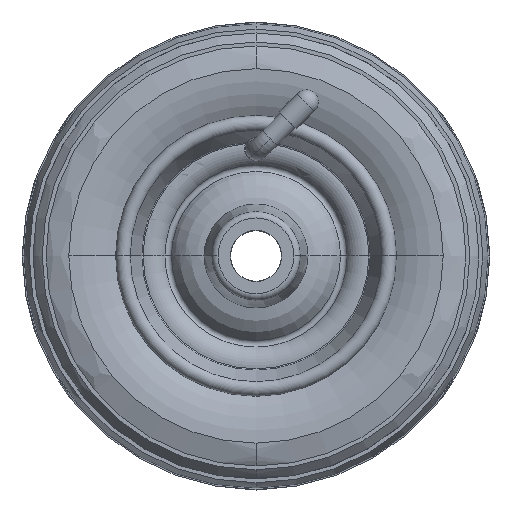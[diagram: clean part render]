
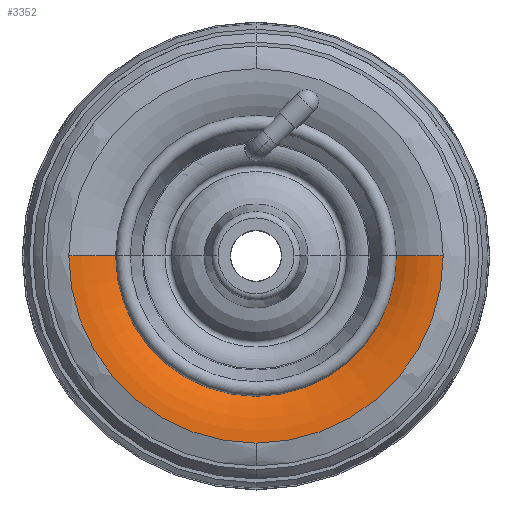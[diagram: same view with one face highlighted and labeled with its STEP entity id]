
A CAD part, top view. The second image highlights one B-rep face of the part: STEP entity #3352.
In plain terms, the highlighted toroidal (fillet/blend) face has major radius 74 mm and minor radius 35 mm.
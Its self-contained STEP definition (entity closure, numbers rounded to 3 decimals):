
#28 = DIRECTION ( 'NONE',  ( 0., 0., -1. ) ) ;
#92 = CARTESIAN_POINT ( 'NONE',  ( 0., 0., 16.894 ) ) ;
#234 = CARTESIAN_POINT ( 'NONE',  ( 74., 0., -12.5 ) ) ;
#317 = TOROIDAL_SURFACE ( 'NONE', #4927, 74., 35. ) ;
#720 = DIRECTION ( 'NONE',  ( -1., 0., 0. ) ) ;
#792 = DIRECTION ( 'NONE',  ( 0., 0., -1. ) ) ;
#885 = CARTESIAN_POINT ( 'NONE',  ( 0., -74., 22.5 ) ) ;
#914 = DIRECTION ( 'NONE',  ( 0., 0., -1. ) ) ;
#1077 = CARTESIAN_POINT ( 'NONE',  ( 74., 0., 22.5 ) ) ;
#1388 = AXIS2_PLACEMENT_3D ( 'NONE', #5540, #914, #7228 ) ;
#1528 = VERTEX_POINT ( 'NONE', #6230 ) ;
#1692 = CIRCLE ( 'NONE', #4288, 55. ) ;
#1693 = AXIS2_PLACEMENT_3D ( 'NONE', #234, #5243, #4638 ) ;
#2046 = CIRCLE ( 'NONE', #1693, 35. ) ;
#2217 = VERTEX_POINT ( 'NONE', #885 ) ;
#2446 = ORIENTED_EDGE ( 'NONE', *, *, #6462, .F. ) ;
#2765 = AXIS2_PLACEMENT_3D ( 'NONE', #5943, #6442, #3620 ) ;
#2816 = CIRCLE ( 'NONE', #1388, 74. ) ;
#2875 = CARTESIAN_POINT ( 'NONE',  ( -74., 0., 22.5 ) ) ;
#2889 = CIRCLE ( 'NONE', #2765, 35. ) ;
#2959 = VERTEX_POINT ( 'NONE', #3935 ) ;
#3352 = ADVANCED_FACE ( 'NONE', ( #6655 ), #317, .T. ) ;
#3538 = VERTEX_POINT ( 'NONE', #1077 ) ;
#3559 = AXIS2_PLACEMENT_3D ( 'NONE', #7027, #792, #720 ) ;
#3620 = DIRECTION ( 'NONE',  ( 0., 0., -1. ) ) ;
#3935 = CARTESIAN_POINT ( 'NONE',  ( 55., 0., 16.894 ) ) ;
#3969 = EDGE_CURVE ( 'NONE', #2217, #5645, #2816, .T. ) ;
#3972 = CARTESIAN_POINT ( 'NONE',  ( 0., 0., -12.5 ) ) ;
#4288 = AXIS2_PLACEMENT_3D ( 'NONE', #92, #28, #7291 ) ;
#4478 = DIRECTION ( 'NONE',  ( 0., 0., -1. ) ) ;
#4638 = DIRECTION ( 'NONE',  ( -1., 0., 0. ) ) ;
#4742 = ORIENTED_EDGE ( 'NONE', *, *, #4782, .F. ) ;
#4782 = EDGE_CURVE ( 'NONE', #3538, #2217, #4951, .T. ) ;
#4927 = AXIS2_PLACEMENT_3D ( 'NONE', #3972, #4478, #6737 ) ;
#4951 = CIRCLE ( 'NONE', #3559, 74. ) ;
#4963 = ORIENTED_EDGE ( 'NONE', *, *, #7212, .T. ) ;
#5243 = DIRECTION ( 'NONE',  ( 0., 1., 0. ) ) ;
#5326 = ORIENTED_EDGE ( 'NONE', *, *, #3969, .F. ) ;
#5540 = CARTESIAN_POINT ( 'NONE',  ( 0., 0., 22.5 ) ) ;
#5645 = VERTEX_POINT ( 'NONE', #2875 ) ;
#5943 = CARTESIAN_POINT ( 'NONE',  ( -74., 0., -12.5 ) ) ;
#6054 = EDGE_LOOP ( 'NONE', ( #2446, #4963, #7010, #5326, #4742 ) ) ;
#6230 = CARTESIAN_POINT ( 'NONE',  ( -55., 0., 16.894 ) ) ;
#6316 = EDGE_CURVE ( 'NONE', #1528, #5645, #2889, .T. ) ;
#6442 = DIRECTION ( 'NONE',  ( 0., -1., 0. ) ) ;
#6462 = EDGE_CURVE ( 'NONE', #2959, #3538, #2046, .T. ) ;
#6655 = FACE_OUTER_BOUND ( 'NONE', #6054, .T. ) ;
#6737 = DIRECTION ( 'NONE',  ( -1., 0., 0. ) ) ;
#7010 = ORIENTED_EDGE ( 'NONE', *, *, #6316, .T. ) ;
#7027 = CARTESIAN_POINT ( 'NONE',  ( 0., 0., 22.5 ) ) ;
#7212 = EDGE_CURVE ( 'NONE', #2959, #1528, #1692, .T. ) ;
#7228 = DIRECTION ( 'NONE',  ( -1., 0., 0. ) ) ;
#7291 = DIRECTION ( 'NONE',  ( -1., 0., 0. ) ) ;
